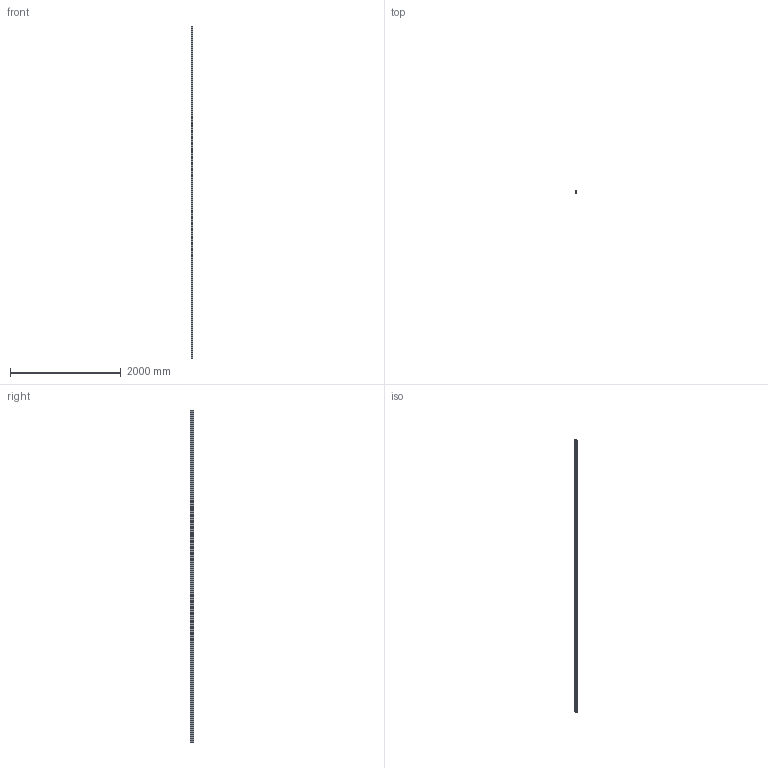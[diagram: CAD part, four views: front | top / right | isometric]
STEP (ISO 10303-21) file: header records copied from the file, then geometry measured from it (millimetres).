
FILE_DESCRIPTION (( 'STEP AP203' ), '1' );
FILE_NAME ('B01-6.STEP', '2018-04-02T16:49:53', ( 'User2' ), ( '' ), 'SwSTEP 2.0', 'SolidWorks 2007', '' );
FILE_SCHEMA (( 'CONFIG_CONTROL_DESIGN' ));
Length unit declared in the file: millimetre
Products named in the file (1): B01-6
Bounding box: 30 x 60 x 6000 mm (x, y, z)
Volume: 4045976.2 mm3; surface area: 3300754.2 mm2
Topology: 1 solids, 1 shells, 102 faces, 300 edges, 200 vertices
Faces by surface type: plane 96, cylinder 6
Entity records: 3441 total; most frequent: CARTESIAN_POINT 603, ORIENTED_EDGE 600, DIRECTION 518, EDGE_CURVE 300, LINE 288, VECTOR 288, VERTEX_POINT 200, EDGE_LOOP 116
